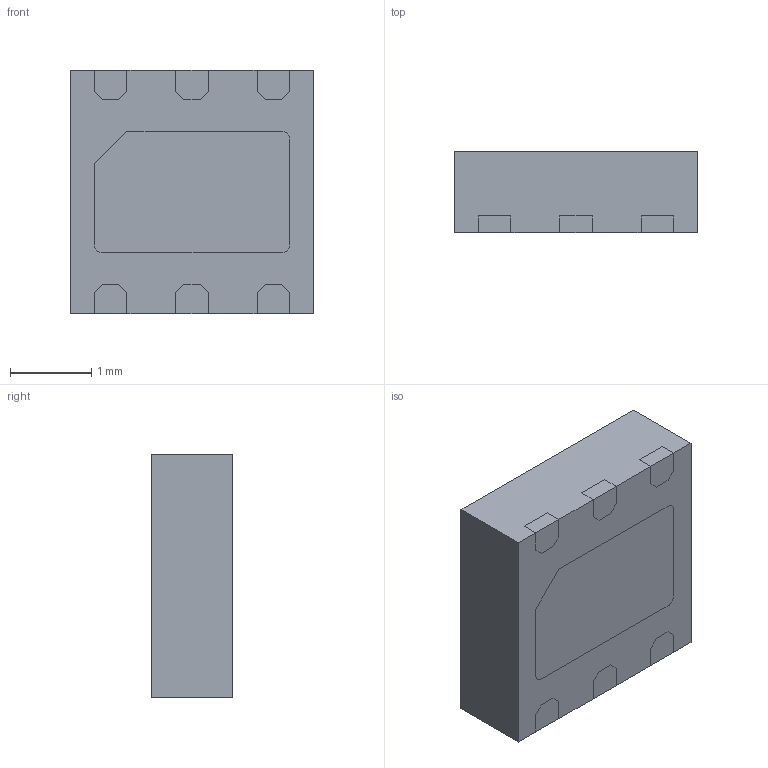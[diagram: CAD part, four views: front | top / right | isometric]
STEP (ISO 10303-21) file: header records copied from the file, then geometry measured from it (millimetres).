
FILE_DESCRIPTION (( 'STEP AP214' ), '1' );
FILE_NAME ('HPP845E131R5.STEP', '2021-01-28T12:39:45', ( '' ), ( '' ), 'SwSTEP 2.0', 'SolidWorks 2017', '' );
FILE_SCHEMA (( 'AUTOMOTIVE_DESIGN' ));
Length unit declared in the file: millimetre
Products named in the file (1): HPP845E131R5
Bounding box: 3 x 1 x 3 mm (x, y, z)
Volume: 8.4 mm3; surface area: 49.6 mm2
Topology: 10 solids, 10 shells, 158 faces, 384 edges, 248 vertices
Faces by surface type: plane 124, cylinder 26, bspline 8
Entity records: 4763 total; most frequent: CARTESIAN_POINT 931, ORIENTED_EDGE 768, DIRECTION 734, EDGE_CURVE 384, LINE 328, VECTOR 328, VERTEX_POINT 248, AXIS2_PLACEMENT_3D 203
